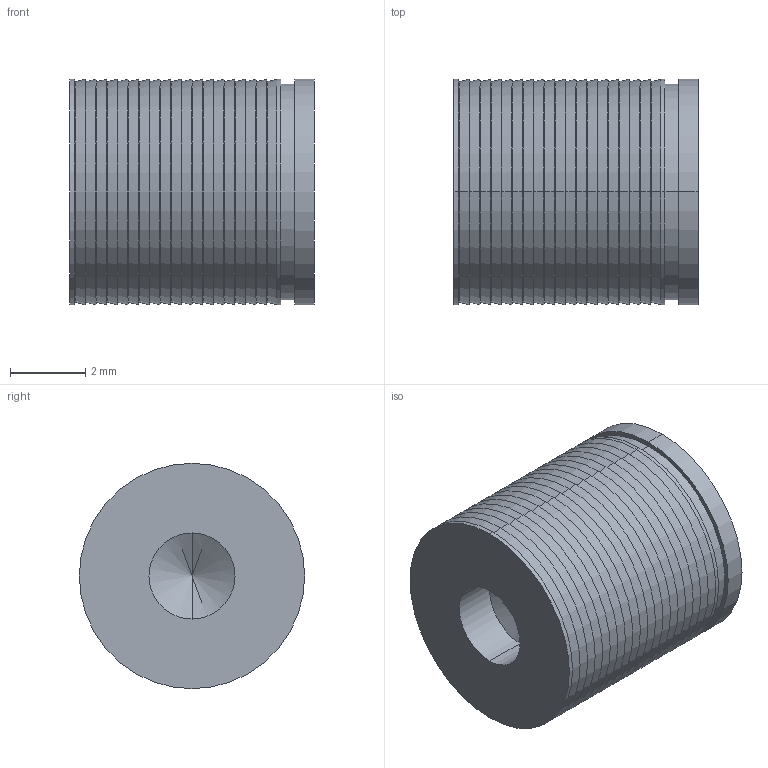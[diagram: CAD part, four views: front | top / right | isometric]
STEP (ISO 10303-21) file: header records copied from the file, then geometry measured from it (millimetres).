
FILE_DESCRIPTION(('STEP AP214'),'1');
FILE_NAME(' ',' ',('TraceParts'),('TraceParts S.A.'),'XStep 1.0',' ',' ');
FILE_SCHEMA(('automotive_design'));
Length unit declared in the file: millimetre
Products named in the file (1): 1
Bounding box: 6.5 x 6 x 6 mm (x, y, z)
Volume: 174 mm3; surface area: 211.7 mm2
Topology: 1 solids, 1 shells, 92 faces, 184 edges, 95 vertices
Faces by surface type: cone 78, cylinder 10, plane 4
Entity records: 4453 total; most frequent: DIRECTION 462, STYLED_ITEM 370, PRESENTATION_STYLE_ASSIGNMENT 370, CARTESIAN_POINT 370, COLOUR_RGB 370, ORIENTED_EDGE 364, AXIS2_PLACEMENT_3D 187, EDGE_CURVE 182
